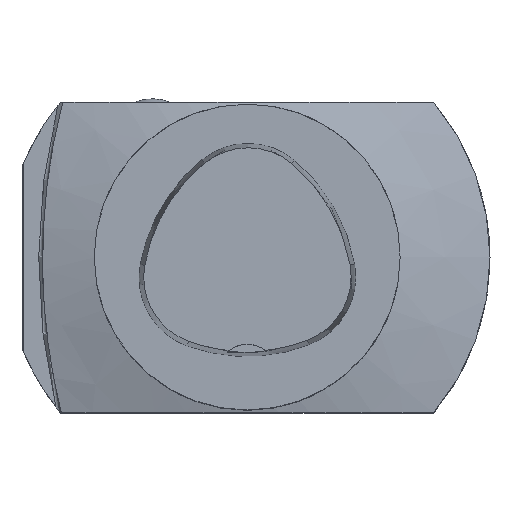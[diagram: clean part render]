
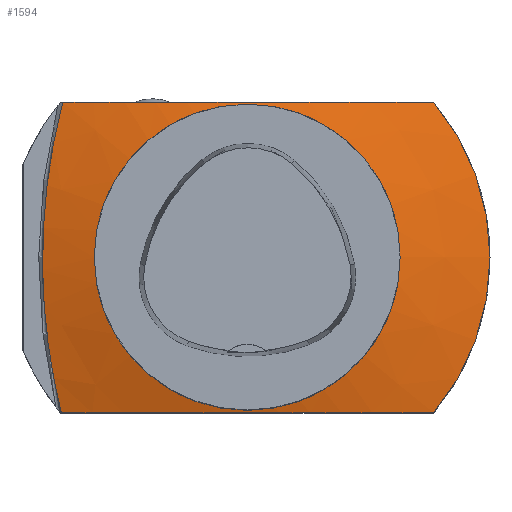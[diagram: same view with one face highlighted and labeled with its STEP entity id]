
A CAD part, top view. The second image highlights one B-rep face of the part: STEP entity #1594.
In plain terms, the highlighted conical face has half-angle 75 degrees and reference radius 49.991 mm.
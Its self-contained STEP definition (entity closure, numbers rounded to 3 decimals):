
#57=CONICAL_SURFACE('',#6268,49.991,75.);
#1357=B_SPLINE_CURVE_WITH_KNOTS('',3,(#8421,#8422,#8423,#8424,#8425,#8426,
#8427,#8428),.UNSPECIFIED.,.F.,.F.,(4,2,2,4),(0.,0.5,0.75,1.),
 .UNSPECIFIED.);
#1358=B_SPLINE_CURVE_WITH_KNOTS('',3,(#8431,#8432,#8433,#8434,#8435,#8436,
#8437,#8438),.UNSPECIFIED.,.F.,.F.,(4,2,2,4),(0.,0.5,0.75,1.),
 .UNSPECIFIED.);
#1359=B_SPLINE_CURVE_WITH_KNOTS('',3,(#8440,#8441,#8442,#8443,#8444,#8445,
#8446,#8447),.UNSPECIFIED.,.F.,.F.,(4,2,2,4),(0.,0.5,0.75,1.),
 .UNSPECIFIED.);
#1481=FACE_BOUND('',#2498,.T.);
#1482=FACE_BOUND('',#2499,.T.);
#1594=ADVANCED_FACE('',(#1481,#1482),#57,.T.);
#2498=EDGE_LOOP('',(#2948,#2949,#2950,#2951));
#2499=EDGE_LOOP('',(#2952));
#2948=ORIENTED_EDGE('',*,*,#5229,.T.);
#2949=ORIENTED_EDGE('',*,*,#5230,.T.);
#2950=ORIENTED_EDGE('',*,*,#5231,.F.);
#2951=ORIENTED_EDGE('',*,*,#5232,.T.);
#2952=ORIENTED_EDGE('',*,*,#5228,.F.);
#4618=VERTEX_POINT('',#8419);
#4619=VERTEX_POINT('',#8429);
#4620=VERTEX_POINT('',#8430);
#4621=VERTEX_POINT('',#8439);
#4622=VERTEX_POINT('',#8448);
#5228=EDGE_CURVE('',#4618,#4618,#6066,.T.);
#5229=EDGE_CURVE('',#4619,#4620,#1357,.T.);
#5230=EDGE_CURVE('',#4620,#4621,#1358,.T.);
#5231=EDGE_CURVE('',#4622,#4621,#1359,.T.);
#5232=EDGE_CURVE('',#4622,#4619,#6067,.T.);
#6066=CIRCLE('',#6265,31.5);
#6067=CIRCLE('',#6267,50.);
#6265=AXIS2_PLACEMENT_3D('',#8418,#6826,#6827);
#6267=AXIS2_PLACEMENT_3D('',#8449,#6830,#6831);
#6268=AXIS2_PLACEMENT_3D('',#8450,#6832,#6833);
#6826=DIRECTION('',(0.,0.,1.));
#6827=DIRECTION('',(1.,0.,0.));
#6830=DIRECTION('',(0.,0.,1.));
#6831=DIRECTION('',(-1.,0.,0.));
#6832=DIRECTION('',(0.,0.,-1.));
#6833=DIRECTION('',(1.,0.,0.));
#8418=CARTESIAN_POINT('',(0.,0.,-40.045));
#8419=CARTESIAN_POINT('',(31.5,0.,-40.045));
#8421=CARTESIAN_POINT('',(38.407,32.,-45.));
#8422=CARTESIAN_POINT('',(25.819,32.,-42.409));
#8423=CARTESIAN_POINT('',(13.197,32.,-40.223));
#8424=CARTESIAN_POINT('',(-5.998,32.,-40.158));
#8425=CARTESIAN_POINT('',(-12.47,32.,-40.688));
#8426=CARTESIAN_POINT('',(-25.298,32.,-42.434));
#8427=CARTESIAN_POINT('',(-31.661,32.,-43.617));
#8428=CARTESIAN_POINT('',(-38.006,32.,-44.918));
#8429=CARTESIAN_POINT('',(38.407,32.,-45.));
#8430=CARTESIAN_POINT('',(-38.006,32.,-44.918));
#8431=CARTESIAN_POINT('',(-38.006,32.,-44.918));
#8432=CARTESIAN_POINT('',(-40.71,21.537,-43.666));
#8433=CARTESIAN_POINT('',(-42.086,10.921,-42.891));
#8434=CARTESIAN_POINT('',(-42.175,-5.252,-42.901));
#8435=CARTESIAN_POINT('',(-41.865,-10.711,-43.099));
#8436=CARTESIAN_POINT('',(-40.578,-21.448,-43.823));
#8437=CARTESIAN_POINT('',(-39.605,-26.753,-44.345));
#8438=CARTESIAN_POINT('',(-38.3,-32.,-44.978));
#8439=CARTESIAN_POINT('',(-38.3,-32.,-44.978));
#8440=CARTESIAN_POINT('',(38.407,-32.,-45.));
#8441=CARTESIAN_POINT('',(25.77,-32.,-42.399));
#8442=CARTESIAN_POINT('',(13.1,-32.,-40.207));
#8443=CARTESIAN_POINT('',(-6.172,-32.,-40.166));
#8444=CARTESIAN_POINT('',(-12.67,-32.,-40.707));
#8445=CARTESIAN_POINT('',(-25.544,-32.,-42.476));
#8446=CARTESIAN_POINT('',(-31.932,-32.,-43.668));
#8447=CARTESIAN_POINT('',(-38.3,-32.,-44.978));
#8448=CARTESIAN_POINT('',(38.414,-32.006,-45.));
#8449=CARTESIAN_POINT('',(0.,0.,-45.002));
#8450=CARTESIAN_POINT('',(0.,0.,-45.));
